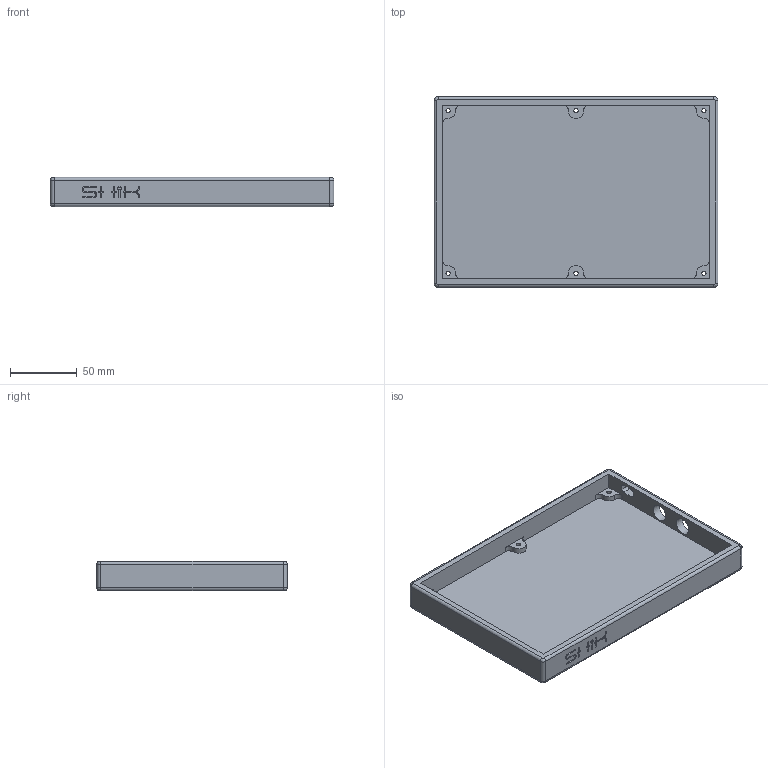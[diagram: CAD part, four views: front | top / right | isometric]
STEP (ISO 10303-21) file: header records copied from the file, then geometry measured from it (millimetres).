
FILE_DESCRIPTION(/* description */ (''),/* implementation_level */ '2;1');
FILE_NAME(/* name */ 'N32B - Solid Case V9.3.step',/* time_stamp */ '2022-05-07T14:44:39+03:00',/* author */ (''),/* organization */ (''),/* preprocessor_version */ 'ST-DEVELOPER v18.1',/* originating_system */ 'Autodesk Translation Framework v10.14.0.1471',/* authorisation */ '');
FILE_SCHEMA (('AUTOMOTIVE_DESIGN { 1 0 10303 214 3 1 1 }'));
Length unit declared in the file: millimetre
Products named in the file (1): N32B - Solid Case V9
Bounding box: 213 x 143 x 22 mm (x, y, z)
Volume: 236715.4 mm3; surface area: 86876.7 mm2
Topology: 1 solids, 1 shells, 233 faces, 632 edges, 416 vertices
Faces by surface type: bspline 96, plane 95, cylinder 42
Full cylindrical faces by diameter (mm): 3.2 x6, 13 x2
Entity records: 7622 total; most frequent: CARTESIAN_POINT 2490, ORIENTED_EDGE 1264, DIRECTION 824, EDGE_CURVE 632, VERTEX_POINT 416, LINE 364, VECTOR 364, EDGE_LOOP 266
